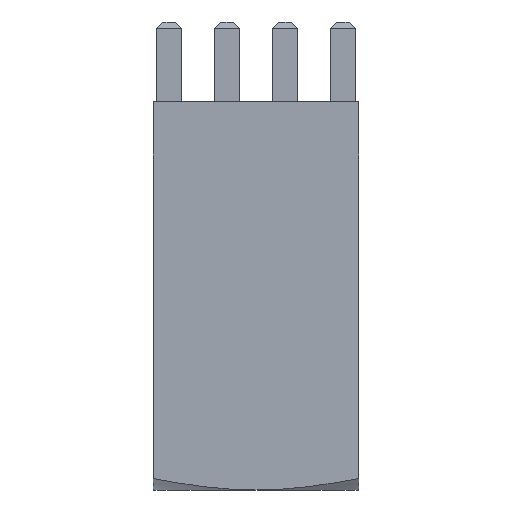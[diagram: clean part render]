
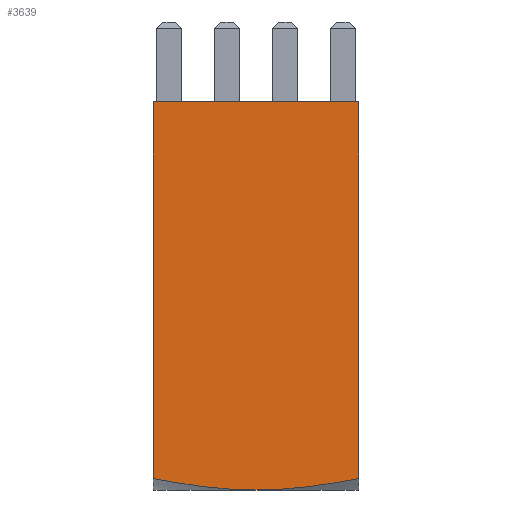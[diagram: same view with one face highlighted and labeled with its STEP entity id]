
A CAD part, left-side view. The second image highlights one B-rep face of the part: STEP entity #3639.
In plain terms, the highlighted planar face has unit normal (-1, 0, 0).
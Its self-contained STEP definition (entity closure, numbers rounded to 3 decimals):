
#240 = AXIS2_PLACEMENT_3D ( 'NONE', #863, #884, #885 ) ;
#275 = VECTOR ( 'NONE', #1543, 1000. ) ;
#283 = VECTOR ( 'NONE', #1528, 1000. ) ;
#863 = CARTESIAN_POINT ( 'NONE',  ( -4.5, -4.5, 17. ) ) ;
#879 = FACE_OUTER_BOUND ( 'NONE', #4024, .T. ) ;
#880 = PLANE ( 'NONE',  #240 ) ;
#884 = DIRECTION ( 'NONE',  ( 1., 0., 0. ) ) ;
#885 = DIRECTION ( 'NONE',  ( 0., 0., -1. ) ) ;
#1187 = CARTESIAN_POINT ( 'NONE',  ( -4.5, -4.5, 0.499 ) ) ;
#1188 = CARTESIAN_POINT ( 'NONE',  ( -4.5, 0., 0. ) ) ;
#1193 = CARTESIAN_POINT ( 'NONE',  ( -4.5, 4.5, 0.499 ) ) ;
#1224 = CARTESIAN_POINT ( 'NONE',  ( -4.5, -4.5, 17. ) ) ;
#1230 = CARTESIAN_POINT ( 'NONE',  ( -4.5, 4.5, 17. ) ) ;
#1419 = EDGE_CURVE ( 'NONE', #3349, #3343, #1764, .T. ) ;
#1501 = CARTESIAN_POINT ( 'NONE',  ( -4.5, 3.757, 0.359 ) ) ;
#1525 = LINE ( 'NONE', #1527, #283 ) ;
#1526 = CARTESIAN_POINT ( 'NONE',  ( -4.5, 4.5, 0.499 ) ) ;
#1527 = CARTESIAN_POINT ( 'NONE',  ( -4.5, 4.5, 17. ) ) ;
#1528 = DIRECTION ( 'NONE',  ( 0., 0., -1. ) ) ;
#1529 = CARTESIAN_POINT ( 'NONE',  ( -4.5, 0., 0. ) ) ;
#1530 = CARTESIAN_POINT ( 'NONE',  ( -4.5, -0.753, 0. ) ) ;
#1531 = CARTESIAN_POINT ( 'NONE',  ( -4.5, 3.01, 0.234 ) ) ;
#1532 = CARTESIAN_POINT ( 'NONE',  ( -4.5, 1.503, 0.053 ) ) ;
#1533 = CARTESIAN_POINT ( 'NONE',  ( -4.5, 0.751, 0. ) ) ;
#1534 = CARTESIAN_POINT ( 'NONE',  ( -4.5, 0., 0. ) ) ;
#1536 = CARTESIAN_POINT ( 'NONE',  ( -4.5, -1.504, 0.053 ) ) ;
#1537 = CARTESIAN_POINT ( 'NONE',  ( -4.5, -3.004, 0.233 ) ) ;
#1538 = CARTESIAN_POINT ( 'NONE',  ( -4.5, -3.755, 0.358 ) ) ;
#1539 = CARTESIAN_POINT ( 'NONE',  ( -4.5, -4.5, 0.499 ) ) ;
#1540 = LINE ( 'NONE', #1542, #275 ) ;
#1542 = CARTESIAN_POINT ( 'NONE',  ( -4.5, -4.5, 17. ) ) ;
#1543 = DIRECTION ( 'NONE',  ( 0., 0., -1. ) ) ;
#1764 = LINE ( 'NONE', #1766, #3048 ) ;
#1766 = CARTESIAN_POINT ( 'NONE',  ( -4.5, -4.5, 17. ) ) ;
#1767 = DIRECTION ( 'NONE',  ( 0., -1., 0. ) ) ;
#3048 = VECTOR ( 'NONE', #1767, 1000. ) ;
#3306 = VERTEX_POINT ( 'NONE', #1187 ) ;
#3307 = VERTEX_POINT ( 'NONE', #1188 ) ;
#3312 = VERTEX_POINT ( 'NONE', #1193 ) ;
#3343 = VERTEX_POINT ( 'NONE', #1224 ) ;
#3349 = VERTEX_POINT ( 'NONE', #1230 ) ;
#3387 = B_SPLINE_CURVE_WITH_KNOTS ( 'NONE', 3,
 ( #1529, #1530, #1536, #1537, #1538, #1539 ),
 .UNSPECIFIED., .F., .F.,
 ( 4, 2, 4 ),
 ( 0.019, 0.022, 0.024 ),
 .UNSPECIFIED. ) ;
#3388 = B_SPLINE_CURVE_WITH_KNOTS ( 'NONE', 3,
 ( #1526, #1501, #1531, #1532, #1533, #1534 ),
 .UNSPECIFIED., .F., .F.,
 ( 4, 2, 4 ),
 ( 0.015, 0.017, 0.019 ),
 .UNSPECIFIED. ) ;
#3639 = ADVANCED_FACE ( 'NONE', ( #879 ), #880, .F. ) ;
#3683 = EDGE_CURVE ( 'NONE', #3349, #3312, #1525, .T. ) ;
#3684 = EDGE_CURVE ( 'NONE', #3312, #3307, #3388, .T. ) ;
#3685 = EDGE_CURVE ( 'NONE', #3307, #3306, #3387, .T. ) ;
#3686 = EDGE_CURVE ( 'NONE', #3343, #3306, #1540, .T. ) ;
#4024 = EDGE_LOOP ( 'NONE', ( #4198, #4197, #4199, #4200, #4203 ) ) ;
#4197 = ORIENTED_EDGE ( 'NONE', *, *, #3684, .T. ) ;
#4198 = ORIENTED_EDGE ( 'NONE', *, *, #3683, .T. ) ;
#4199 = ORIENTED_EDGE ( 'NONE', *, *, #3685, .T. ) ;
#4200 = ORIENTED_EDGE ( 'NONE', *, *, #3686, .F. ) ;
#4203 = ORIENTED_EDGE ( 'NONE', *, *, #1419, .F. ) ;
